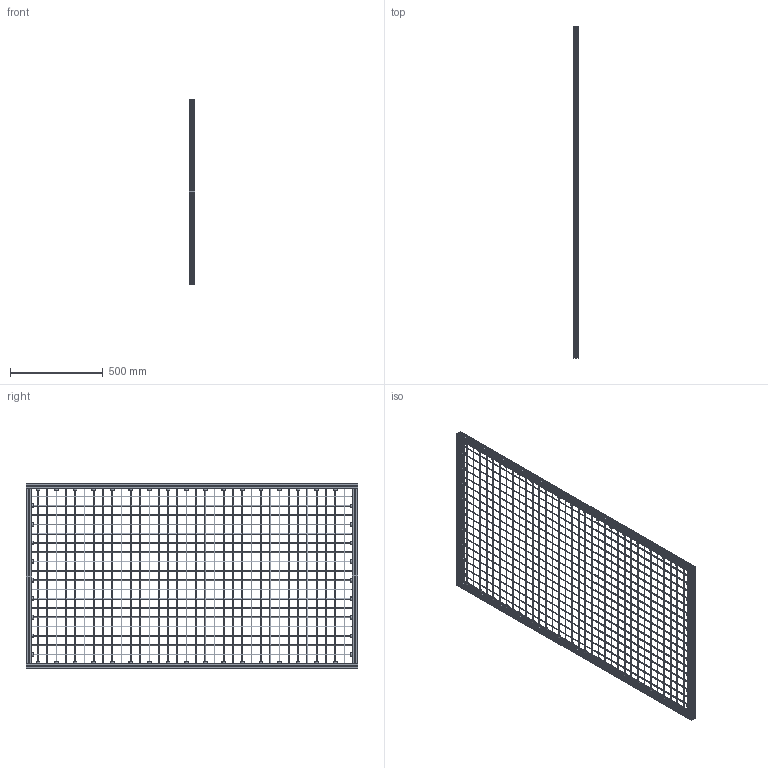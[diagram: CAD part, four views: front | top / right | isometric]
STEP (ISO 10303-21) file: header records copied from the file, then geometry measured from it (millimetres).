
FILE_DESCRIPTION (( 'STEP AP214' ), '1' );
FILE_NAME ('AL-10001785 ñåêöèÿ îãðàæäåíèÿ 1000õ1785.STEP', '2026-02-20T12:30:04', ( '' ), ( '' ), 'SwSTEP 2.0', 'SolidWorks 2021', '' );
FILE_SCHEMA (( 'AUTOMOTIVE_DESIGN' ));
Length unit declared in the file: millimetre
Products named in the file (30): Çåðêàëüíî îòðàçèòüAL-6.41.08.01 Êðåïëåíèå äëÿ ñåòêè Ïàç 8 (1)12; Çåðêàëüíî îòðàçèòüAL-6.41.08.01 Êðåïëåíèå äëÿ ñåòêè Ïàç 8 (1)6; Çåðêàëüíî îòðàçèòüAL-6.41.08.01 Êðåïëåíèå äëÿ ñåòêè Ïàç 8 (1); Çåðêàëüíî îòðàçèòüAL-6.41.08.01 Êðåïëåíèå äëÿ ñåòêè Ïàç 8 (1)4; Çåðêàëüíî îòðàçèòüAL-6.41.08.01 Êðåïëåíèå äëÿ ñåòêè Ïàç 8 - âèíò1; Çåðêàëüíî îòðàçèòüAL-6.41.08.01 Êðåïëåíèå äëÿ ñåòêè Ïàç 8 (1)10; AL-PSB-3030-(B) Àëþìèíèåâûé êîíñòðóêöèîííûé ïðîôèëü 30x30B_1000-60; Çåðêàëüíî îòðàçèòüAL-6.41.08.01 Êðåïëåíèå äëÿ ñåòêè Ïàç 8 (1)15; AL-1740.955.50.4 ñåòêà îöèíêîâàííàÿ 50õ50õ4, 1740õ955; Çåðêàëüíî îòðàçèòüAL-6.41.08.01 Êðåïëåíèå äëÿ ñåòêè Ïàç 8 (1)14; Çåðêàëüíî îòðàçèòüAL-6.41.08.01 Êðåïëåíèå äëÿ ñåòêè Ïàç 8 (1)8; AL-PSB-3030-(B) Àëþìèíèåâûé êîíñòðóêöèîííûé ïðîôèëü 30x30B; Çåðêàëüíî îòðàçèòüAL-6.41.08.01 Êðåïëåíèå äëÿ ñåòêè Ïàç 8 (1)11; Çåðêàëüíî îòðàçèòüAL-6.41.08.01 Êðåïëåíèå äëÿ ñåòêè Ïàç 8 (1)7; AL-10001785 ñåêöèÿ îãðàæäåíèÿ 1000õ1785; Çåðêàëüíî îòðàçèòüAL-6.41.08.01 Êðåïëåíèå äëÿ ñåòêè Ïàç 8 (1)9; AL-6.41.08.01 Êðåïëåíèå äëÿ ñåòêè Ïàç 8 - âèíò1; Çåðêàëüíî îòðàçèòüAL-6.41.08.01 Êðåïëåíèå äëÿ ñåòêè Ïàç 8 (1)16; Çåðêàëüíî îòðàçèòüAL-6.41.08.01 Êðåïëåíèå äëÿ ñåòêè Ïàç 8 (1)2; 砎麔 鼫襚醂955; Çåðêàëüíî îòðàçèòüAL-6.41.08.01 Êðåïëåíèå äëÿ ñåòêè Ïàç 8 (1)5; Çåðêàëüíî îòðàçèòüAL-6.41.08.01 Êðåïëåíèå äëÿ ñåòêè Ïàç 8 (1)1; Çåðêàëüíî îòðàçèòüAL-6.41.08.01 Êðåïëåíèå äëÿ ñåòêè Ïàç 8 - âòóëêà_00; Çåðêàëüíî îòðàçèòüAL-6.41.08.01 Êðåïëåíèå äëÿ ñåòêè Ïàç 8 (1)3; 砎麔 鼫襚醂1740; AL-6.41.08.01 Êðåïëåíèå äëÿ ñåòêè Ïàç 8 (1); socket button head screw_iso_ISO 7380 - M8 x 25 - 25S; AL-6.41.08.01 Êðåïëåíèå äëÿ ñåòêè Ïàç 8 - âòóëêà_00; Çåðêàëüíî îòðàçèòüAL-6.41.08.01 Êðåïëåíèå äëÿ ñåòêè Ïàç 8 (1)13
Assembly tree (149 placements, depth 3):
  AL-10001785 ñåêöèÿ îãðàæäåíèÿ 1000õ1785
    AL-6.41.08.01 Êðåïëåíèå äëÿ ñåòêè Ïàç 8 (1)  x35
      AL-6.41.08.01 Êðåïëåíèå äëÿ ñåòêè Ïàç 8 - âèíò1
      AL-6.41.08.01 Êðåïëåíèå äëÿ ñåòêè Ïàç 8 - âòóëêà_00
    AL-PSB-3030-(B) Àëþìèíèåâûé êîíñòðóêöèîííûé ïðîôèëü 30x30B_1000-60  x2
    AL-PSB-3030-(B) Àëþìèíèåâûé êîíñòðóêöèîííûé ïðîôèëü 30x30B
    AL-PSB-3030-(B) Àëþìèíèåâûé êîíñòðóêöèîííûé ïðîôèëü 30x30B
    socket button head screw_iso_ISO 7380 - M8 x 25 - 25S  x4
    AL-1740.955.50.4 ñåòêà îöèíêîâàííàÿ 50õ50õ4, 1740õ955
      砎麔 鼫襚醂955  x34
      砎麔 鼫襚醂1740  x18
    Çåðêàëüíî îòðàçèòüAL-6.41.08.01 Êðåïëåíèå äëÿ ñåòêè Ïàç 8 (1)
      Çåðêàëüíî îòðàçèòüAL-6.41.08.01 Êðåïëåíèå äëÿ ñåòêè Ïàç 8 - âèíò1
      Çåðêàëüíî îòðàçèòüAL-6.41.08.01 Êðåïëåíèå äëÿ ñåòêè Ïàç 8 - âòóëêà_00
    Çåðêàëüíî îòðàçèòüAL-6.41.08.01 Êðåïëåíèå äëÿ ñåòêè Ïàç 8 (1)1
      Çåðêàëüíî îòðàçèòüAL-6.41.08.01 Êðåïëåíèå äëÿ ñåòêè Ïàç 8 - âèíò1
      Çåðêàëüíî îòðàçèòüAL-6.41.08.01 Êðåïëåíèå äëÿ ñåòêè Ïàç 8 - âòóëêà_00
    Çåðêàëüíî îòðàçèòüAL-6.41.08.01 Êðåïëåíèå äëÿ ñåòêè Ïàç 8 (1)2
      Çåðêàëüíî îòðàçèòüAL-6.41.08.01 Êðåïëåíèå äëÿ ñåòêè Ïàç 8 - âèíò1
      Çåðêàëüíî îòðàçèòüAL-6.41.08.01 Êðåïëåíèå äëÿ ñåòêè Ïàç 8 - âòóëêà_00
    Çåðêàëüíî îòðàçèòüAL-6.41.08.01 Êðåïëåíèå äëÿ ñåòêè Ïàç 8 (1)3
      Çåðêàëüíî îòðàçèòüAL-6.41.08.01 Êðåïëåíèå äëÿ ñåòêè Ïàç 8 - âèíò1
      Çåðêàëüíî îòðàçèòüAL-6.41.08.01 Êðåïëåíèå äëÿ ñåòêè Ïàç 8 - âòóëêà_00
    Çåðêàëüíî îòðàçèòüAL-6.41.08.01 Êðåïëåíèå äëÿ ñåòêè Ïàç 8 (1)4
      Çåðêàëüíî îòðàçèòüAL-6.41.08.01 Êðåïëåíèå äëÿ ñåòêè Ïàç 8 - âèíò1
      Çåðêàëüíî îòðàçèòüAL-6.41.08.01 Êðåïëåíèå äëÿ ñåòêè Ïàç 8 - âòóëêà_00
    Çåðêàëüíî îòðàçèòüAL-6.41.08.01 Êðåïëåíèå äëÿ ñåòêè Ïàç 8 (1)5
      Çåðêàëüíî îòðàçèòüAL-6.41.08.01 Êðåïëåíèå äëÿ ñåòêè Ïàç 8 - âèíò1
      Çåðêàëüíî îòðàçèòüAL-6.41.08.01 Êðåïëåíèå äëÿ ñåòêè Ïàç 8 - âòóëêà_00
    Çåðêàëüíî îòðàçèòüAL-6.41.08.01 Êðåïëåíèå äëÿ ñåòêè Ïàç 8 (1)6
      Çåðêàëüíî îòðàçèòüAL-6.41.08.01 Êðåïëåíèå äëÿ ñåòêè Ïàç 8 - âèíò1
      Çåðêàëüíî îòðàçèòüAL-6.41.08.01 Êðåïëåíèå äëÿ ñåòêè Ïàç 8 - âòóëêà_00
    Çåðêàëüíî îòðàçèòüAL-6.41.08.01 Êðåïëåíèå äëÿ ñåòêè Ïàç 8 (1)7
      Çåðêàëüíî îòðàçèòüAL-6.41.08.01 Êðåïëåíèå äëÿ ñåòêè Ïàç 8 - âèíò1
      Çåðêàëüíî îòðàçèòüAL-6.41.08.01 Êðåïëåíèå äëÿ ñåòêè Ïàç 8 - âòóëêà_00
    Çåðêàëüíî îòðàçèòüAL-6.41.08.01 Êðåïëåíèå äëÿ ñåòêè Ïàç 8 (1)8
      Çåðêàëüíî îòðàçèòüAL-6.41.08.01 Êðåïëåíèå äëÿ ñåòêè Ïàç 8 - âèíò1
      Çåðêàëüíî îòðàçèòüAL-6.41.08.01 Êðåïëåíèå äëÿ ñåòêè Ïàç 8 - âòóëêà_00
    Çåðêàëüíî îòðàçèòüAL-6.41.08.01 Êðåïëåíèå äëÿ ñåòêè Ïàç 8 (1)9
      Çåðêàëüíî îòðàçèòüAL-6.41.08.01 Êðåïëåíèå äëÿ ñåòêè Ïàç 8 - âèíò1
      Çåðêàëüíî îòðàçèòüAL-6.41.08.01 Êðåïëåíèå äëÿ ñåòêè Ïàç 8 - âòóëêà_00
    Çåðêàëüíî îòðàçèòüAL-6.41.08.01 Êðåïëåíèå äëÿ ñåòêè Ïàç 8 (1)10
      Çåðêàëüíî îòðàçèòüAL-6.41.08.01 Êðåïëåíèå äëÿ ñåòêè Ïàç 8 - âèíò1
      Çåðêàëüíî îòðàçèòüAL-6.41.08.01 Êðåïëåíèå äëÿ ñåòêè Ïàç 8 - âòóëêà_00
    Çåðêàëüíî îòðàçèòüAL-6.41.08.01 Êðåïëåíèå äëÿ ñåòêè Ïàç 8 (1)11
      Çåðêàëüíî îòðàçèòüAL-6.41.08.01 Êðåïëåíèå äëÿ ñåòêè Ïàç 8 - âèíò1
      Çåðêàëüíî îòðàçèòüAL-6.41.08.01 Êðåïëåíèå äëÿ ñåòêè Ïàç 8 - âòóëêà_00
    Çåðêàëüíî îòðàçèòüAL-6.41.08.01 Êðåïëåíèå äëÿ ñåòêè Ïàç 8 (1)12
      Çåðêàëüíî îòðàçèòüAL-6.41.08.01 Êðåïëåíèå äëÿ ñåòêè Ïàç 8 - âèíò1
      Çåðêàëüíî îòðàçèòüAL-6.41.08.01 Êðåïëåíèå äëÿ ñåòêè Ïàç 8 - âòóëêà_00
    Çåðêàëüíî îòðàçèòüAL-6.41.08.01 Êðåïëåíèå äëÿ ñåòêè Ïàç 8 (1)13
      Çåðêàëüíî îòðàçèòüAL-6.41.08.01 Êðåïëåíèå äëÿ ñåòêè Ïàç 8 - âèíò1
      Çåðêàëüíî îòðàçèòüAL-6.41.08.01 Êðåïëåíèå äëÿ ñåòêè Ïàç 8 - âòóëêà_00
    Çåðêàëüíî îòðàçèòüAL-6.41.08.01 Êðåïëåíèå äëÿ ñåòêè Ïàç 8 (1)14
      Çåðêàëüíî îòðàçèòüAL-6.41.08.01 Êðåïëåíèå äëÿ ñåòêè Ïàç 8 - âèíò1
      Çåðêàëüíî îòðàçèòüAL-6.41.08.01 Êðåïëåíèå äëÿ ñåòêè Ïàç 8 - âòóëêà_00
    Çåðêàëüíî îòðàçèòüAL-6.41.08.01 Êðåïëåíèå äëÿ ñåòêè Ïàç 8 (1)15
      Çåðêàëüíî îòðàçèòüAL-6.41.08.01 Êðåïëåíèå äëÿ ñåòêè Ïàç 8 - âèíò1
      Çåðêàëüíî îòðàçèòüAL-6.41.08.01 Êðåïëåíèå äëÿ ñåòêè Ïàç 8 - âòóëêà_00
    Çåðêàëüíî îòðàçèòüAL-6.41.08.01 Êðåïëåíèå äëÿ ñåòêè Ïàç 8 (1)16
Bounding box: 30 x 1785 x 1000 mm (x, y, z)
Volume: 2684598.2 mm3; surface area: 2735930.8 mm2
Topology: 164 solids, 164 shells, 6068 faces, 15608 edges, 9852 vertices
Faces by surface type: cylinder 2352, plane 1992, bspline 1040, cone 668, torus 8, sphere 8
Entity records: 32027 total; most frequent: CARTESIAN_POINT 9088, ORIENTED_EDGE 4474, DIRECTION 4339, EDGE_CURVE 2237, VERTEX_POINT 1457, AXIS2_PLACEMENT_3D 1455, LINE 1429, VECTOR 1429
